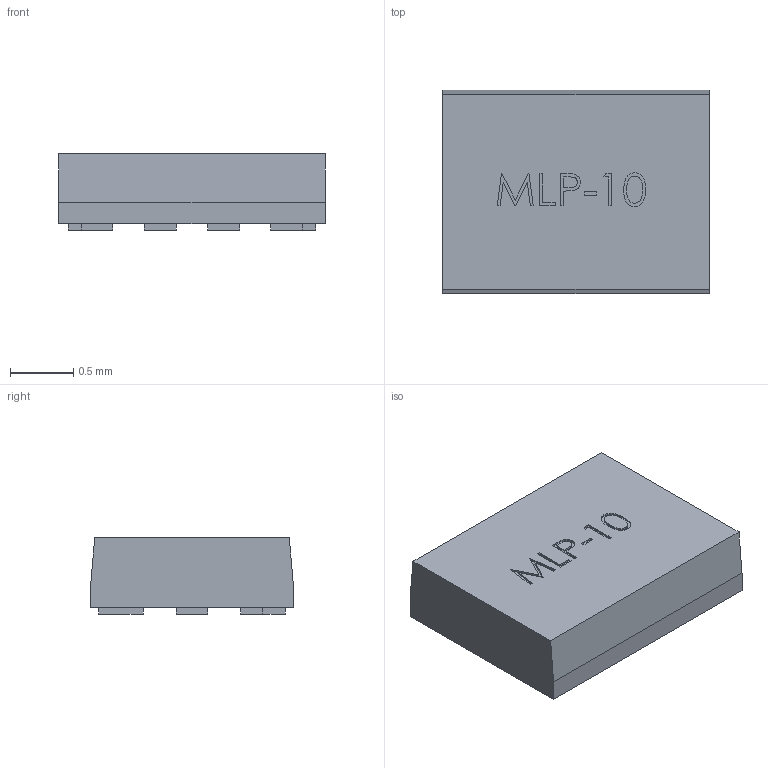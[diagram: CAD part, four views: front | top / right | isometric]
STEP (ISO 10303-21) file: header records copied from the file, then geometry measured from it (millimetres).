
FILE_DESCRIPTION (( 'STEP AP214' ), '1' );
FILE_NAME ('4B045F51-AB16-40F6-9DEE-3434E9BF9869.STEP', '2008-06-26T16:58:02', ( 'sysAdmin' ), ( 'SolidWorks' ), 'SwSTEP 2.0', 'SolidWorks 2008', '' );
FILE_SCHEMA (( 'AUTOMOTIVE_DESIGN' ));
Length unit declared in the file: inch
Products named in the file (4): SW3dPS-MLP-10_MLP-10 Pad; 4B045F51-AB16-40F6-9DEE-3434E9BF9869; SW3dPS-MLP-10_MLP-10 Indicator Pad; SW3dPS-MLP-10_MLP-10 Body
Assembly tree (11 placements, depth 2):
  4B045F51-AB16-40F6-9DEE-3434E9BF9869
    SW3dPS-MLP-10_MLP-10 Pad  x9
    SW3dPS-MLP-10_MLP-10 Indicator Pad
    SW3dPS-MLP-10_MLP-10 Body
Bounding box: 2.1 x 1.6 x 0.6 mm (x, y, z)
Volume: 1.9 mm3; surface area: 13.1 mm2
Topology: 11 solids, 11 shells, 130 faces, 300 edges, 200 vertices
Faces by surface type: plane 115, bspline 15
Entity records: 4395 total; most frequent: CARTESIAN_POINT 1595, ORIENTED_EDGE 408, DIRECTION 336, EDGE_CURVE 204, VECTOR 174, LINE 174, VERTEX_POINT 136, EDGE_LOOP 90
